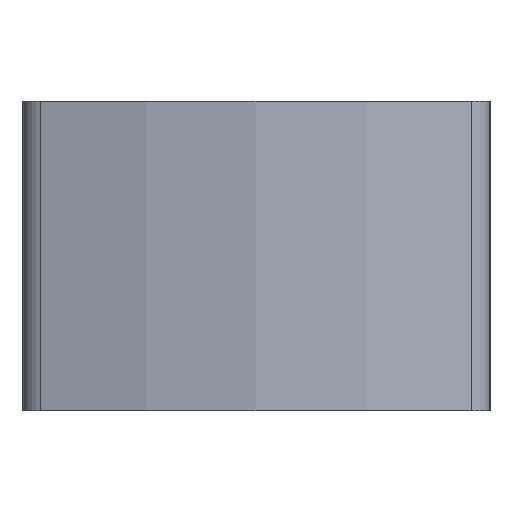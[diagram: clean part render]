
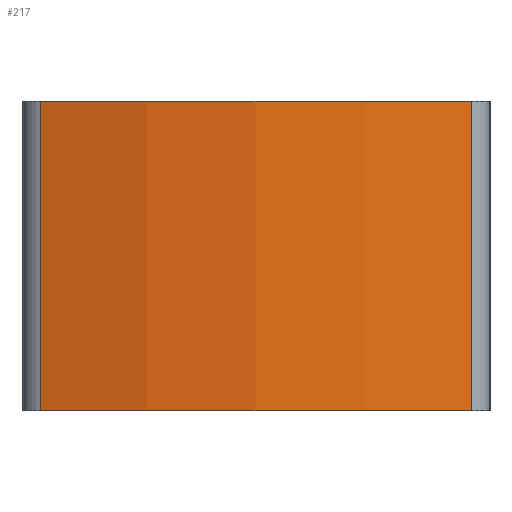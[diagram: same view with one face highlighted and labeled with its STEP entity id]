
A CAD part, left-side view. The second image highlights one B-rep face of the part: STEP entity #217.
In plain terms, the highlighted cylindrical face has radius 92.5 mm (diameter 185 mm), a partial arc.
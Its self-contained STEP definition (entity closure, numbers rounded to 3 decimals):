
#217=ADVANCED_FACE('240[2]',(#522),#523,.T.);
#306=EDGE_CURVE('240[2]',#667,#537,#668,.T.);
#350=EDGE_CURVE('240[2]',#595,#537,#727,.T.);
#358=EDGE_CURVE('240[2]',#514,#595,#737,.T.);
#360=EDGE_CURVE('240[2]',#667,#514,#739,.T.);
#514=VERTEX_POINT('',#922);
#522=FACE_OUTER_BOUND('',#932,.T.);
#523=CYLINDRICAL_SURFACE('',#933,92.5);
#537=VERTEX_POINT('',#951);
#595=VERTEX_POINT('',#1021);
#667=VERTEX_POINT('',#1118);
#668=CIRCLE('',#1119,92.5);
#727=LINE('',#1199,#1200);
#737=CIRCLE('',#1213,92.5);
#739=LINE('',#1216,#1217);
#922=CARTESIAN_POINT('',(-332.023,31.356,45.0));
#932=EDGE_LOOP('',(#1384,#1385,#1386,#1387));
#933=AXIS2_PLACEMENT_3D('',#1388,#1389,#1390);
#951=CARTESIAN_POINT('',(-332.023,-31.356,0.0));
#1021=CARTESIAN_POINT('',(-332.023,-31.356,45.0));
#1118=CARTESIAN_POINT('',(-332.023,31.356,0.0));
#1119=AXIS2_PLACEMENT_3D('',#1559,#1560,#1561);
#1199=CARTESIAN_POINT('',(-332.023,-31.356,0.0));
#1200=VECTOR('',#1626,45.0);
#1213=AXIS2_PLACEMENT_3D('',#1640,#1641,#1642);
#1216=CARTESIAN_POINT('',(-332.023,31.356,0.0));
#1217=VECTOR('',#1643,45.0);
#1384=ORIENTED_EDGE('',*,*,#350,.F.);
#1385=ORIENTED_EDGE('',*,*,#358,.F.);
#1386=ORIENTED_EDGE('',*,*,#360,.F.);
#1387=ORIENTED_EDGE('',*,*,#306,.T.);
#1388=CARTESIAN_POINT('',(-245.0,0.,0.0));
#1389=DIRECTION('',(0.0,0.0,1.0));
#1390=DIRECTION('',(-0.93,0.368,0.0));
#1559=CARTESIAN_POINT('',(-245.0,0.,0.0));
#1560=DIRECTION('',(0.0,0.0,1.0));
#1561=DIRECTION('',(-0.93,0.368,0.0));
#1626=DIRECTION('',(0.0,0.0,-1.0));
#1640=CARTESIAN_POINT('',(-245.0,0.,45.0));
#1641=DIRECTION('',(0.0,0.0,1.0));
#1642=DIRECTION('',(-0.93,0.368,0.0));
#1643=DIRECTION('',(0.0,0.0,1.0));
